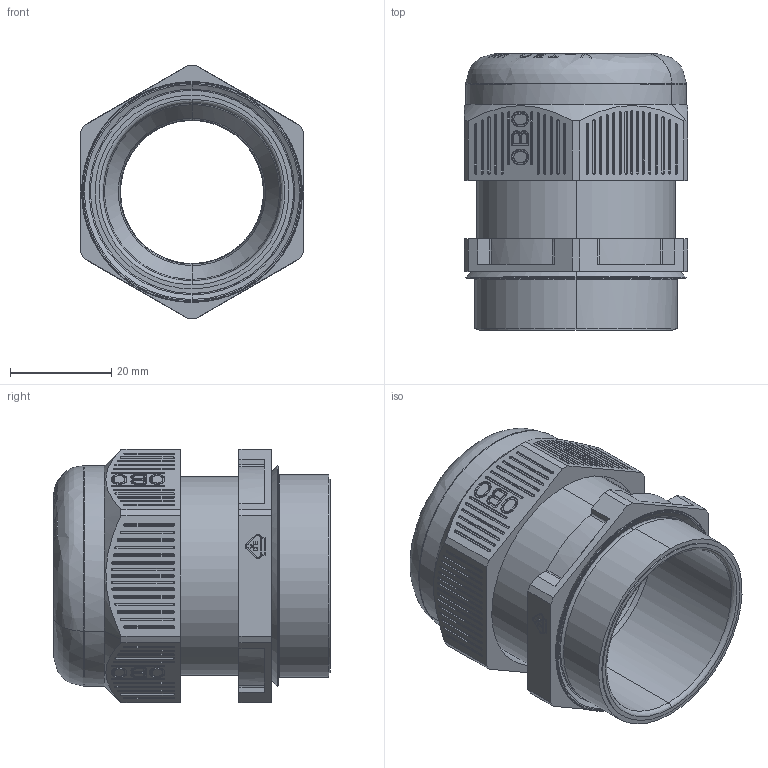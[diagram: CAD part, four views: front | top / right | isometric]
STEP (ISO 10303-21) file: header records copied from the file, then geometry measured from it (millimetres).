
FILE_DESCRIPTION(/* description */ (''),/* implementation_level */ '2;1');
FILE_NAME(/* name */ '2022872',/* time_stamp */ '2014-01-09T09:33:10+01:00',/* author */ (''),/* organization */ (''),/* preprocessor_version */ 'ST-DEVELOPER v15',/* originating_system */ '',/* authorisation */ '');
FILE_SCHEMA (('CONFIG_CONTROL_DESIGN'));
Length unit declared in the file: millimetre
Products named in the file (1): Block 01
Bounding box: 44 x 54.52 x 49.98 mm (x, y, z)
Volume: 23262.7 mm3; surface area: 18813.3 mm2
Topology: 2 solids, 2 shells, 1000 faces, 2612 edges, 1748 vertices
Faces by surface type: plane 671, bspline 329
Entity records: 35611 total; most frequent: CARTESIAN_POINT 19004, ORIENTED_EDGE 5224, EDGE_CURVE 2612, VERTEX_POINT 1748, B_SPLINE_CURVE_WITH_KNOTS 1644, EDGE_LOOP 1136, ADVANCED_FACE 1000, FACE_OUTER_BOUND 1000
